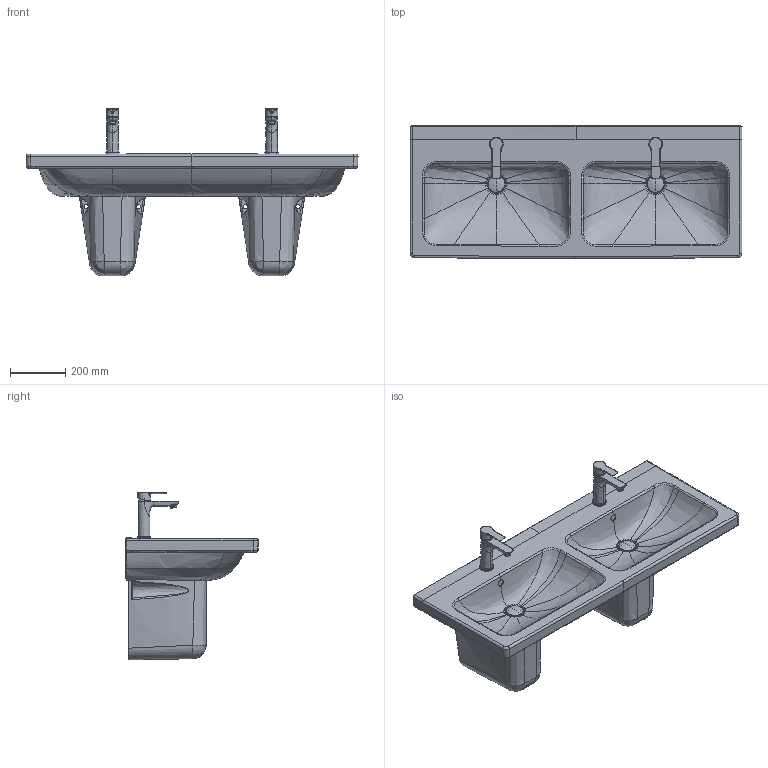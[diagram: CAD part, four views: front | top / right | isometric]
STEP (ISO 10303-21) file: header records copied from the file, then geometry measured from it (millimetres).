
FILE_DESCRIPTION(/* description */ (''),/* implementation_level */ '2;1');
FILE_NAME(/* name */ '240012_0857180000',/* time_stamp */ '2024-07-04T14:13:10+02:00',/* author */ (''),/* organization */ (''),/* preprocessor_version */ 'ST-DEVELOPER v15',/* originating_system */ '',/* authorisation */ '');
FILE_SCHEMA (('AUTOMOTIVE_DESIGN'));
Length unit declared in the file: millimetre
Products named in the file (1): Document
Bounding box: 1200.04 x 480.07 x 606.56 mm (x, y, z)
Volume: 39498424.1 mm3; surface area: 2938383.3 mm2
Topology: 11 solids, 23 shells, 989 faces, 2430 edges, 1477 vertices
Faces by surface type: bspline 827, plane 162
Entity records: 145197 total; most frequent: CARTESIAN_POINT 130773, ORIENTED_EDGE 4752, EDGE_CURVE 2408, B_SPLINE_CURVE_WITH_KNOTS 1659, VERTEX_POINT 1477, EDGE_LOOP 1065, ADVANCED_FACE 989, FACE_OUTER_BOUND 989
